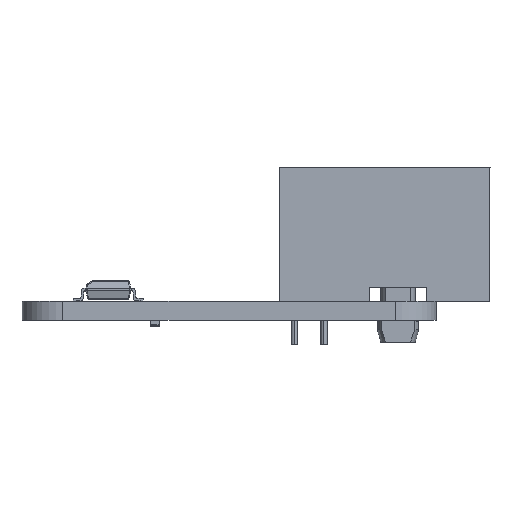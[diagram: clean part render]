
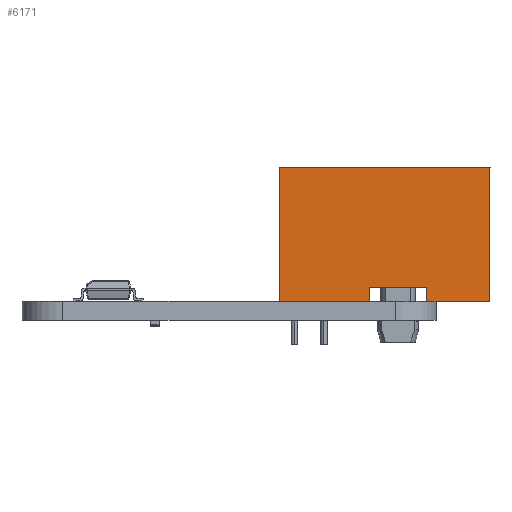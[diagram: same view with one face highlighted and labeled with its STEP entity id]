
A CAD part, left-side view. The second image highlights one B-rep face of the part: STEP entity #6171.
In plain terms, the highlighted planar face has unit normal (-1, 0, 0).
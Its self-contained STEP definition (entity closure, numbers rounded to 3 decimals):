
#3220 = VERTEX_POINT('',#3221);
#3221 = CARTESIAN_POINT('',(-7.62,0.,0.));
#3227 = EDGE_CURVE('',#3220,#3228,#3230,.T.);
#3228 = VERTEX_POINT('',#3229);
#3229 = CARTESIAN_POINT('',(-7.62,-18.,0.));
#3230 = LINE('',#3231,#3232);
#3231 = CARTESIAN_POINT('',(-7.62,0.,0.));
#3232 = VECTOR('',#3233,1.);
#3233 = DIRECTION('',(0.,-1.,0.));
#5059 = VERTEX_POINT('',#5060);
#5060 = CARTESIAN_POINT('',(-7.62,-10.3,11.5));
#5066 = EDGE_CURVE('',#5059,#5067,#5069,.T.);
#5067 = VERTEX_POINT('',#5068);
#5068 = CARTESIAN_POINT('',(-7.62,-10.3,10.3));
#5069 = LINE('',#5070,#5071);
#5070 = CARTESIAN_POINT('',(-7.62,-10.3,11.5));
#5071 = VECTOR('',#5072,1.);
#5072 = DIRECTION('',(0.,0.,-1.));
#5133 = VERTEX_POINT('',#5134);
#5134 = CARTESIAN_POINT('',(-7.62,-18.,11.5));
#5140 = EDGE_CURVE('',#5059,#5133,#5141,.T.);
#5141 = LINE('',#5142,#5143);
#5142 = CARTESIAN_POINT('',(-7.62,-10.3,11.5));
#5143 = VECTOR('',#5144,1.);
#5144 = DIRECTION('',(0.,-1.,0.));
#5173 = EDGE_CURVE('',#3228,#5133,#5174,.T.);
#5174 = LINE('',#5175,#5176);
#5175 = CARTESIAN_POINT('',(-7.62,-18.,0.));
#5176 = VECTOR('',#5177,1.);
#5177 = DIRECTION('',(0.,0.,1.));
#6171 = ADVANCED_FACE('',(#6172),#6208,.T.);
#6172 = FACE_BOUND('',#6173,.F.);
#6173 = EDGE_LOOP('',(#6174,#6182,#6183,#6184,#6185,#6186,#6194,#6202));
#6174 = ORIENTED_EDGE('',*,*,#6175,.F.);
#6175 = EDGE_CURVE('',#5067,#6176,#6178,.T.);
#6176 = VERTEX_POINT('',#6177);
#6177 = CARTESIAN_POINT('',(-7.62,-5.46,10.3));
#6178 = LINE('',#6179,#6180);
#6179 = CARTESIAN_POINT('',(-7.62,-10.3,10.3));
#6180 = VECTOR('',#6181,1.);
#6181 = DIRECTION('',(0.,1.,0.));
#6182 = ORIENTED_EDGE('',*,*,#5066,.F.);
#6183 = ORIENTED_EDGE('',*,*,#5140,.T.);
#6184 = ORIENTED_EDGE('',*,*,#5173,.F.);
#6185 = ORIENTED_EDGE('',*,*,#3227,.F.);
#6186 = ORIENTED_EDGE('',*,*,#6187,.T.);
#6187 = EDGE_CURVE('',#3220,#6188,#6190,.T.);
#6188 = VERTEX_POINT('',#6189);
#6189 = CARTESIAN_POINT('',(-7.62,0.,11.5));
#6190 = LINE('',#6191,#6192);
#6191 = CARTESIAN_POINT('',(-7.62,0.,0.));
#6192 = VECTOR('',#6193,1.);
#6193 = DIRECTION('',(0.,0.,1.));
#6194 = ORIENTED_EDGE('',*,*,#6195,.T.);
#6195 = EDGE_CURVE('',#6188,#6196,#6198,.T.);
#6196 = VERTEX_POINT('',#6197);
#6197 = CARTESIAN_POINT('',(-7.62,-5.46,11.5));
#6198 = LINE('',#6199,#6200);
#6199 = CARTESIAN_POINT('',(-7.62,0.,11.5));
#6200 = VECTOR('',#6201,1.);
#6201 = DIRECTION('',(0.,-1.,0.));
#6202 = ORIENTED_EDGE('',*,*,#6203,.T.);
#6203 = EDGE_CURVE('',#6196,#6176,#6204,.T.);
#6204 = LINE('',#6205,#6206);
#6205 = CARTESIAN_POINT('',(-7.62,-5.46,11.5));
#6206 = VECTOR('',#6207,1.);
#6207 = DIRECTION('',(0.,0.,-1.));
#6208 = PLANE('',#6209);
#6209 = AXIS2_PLACEMENT_3D('',#6210,#6211,#6212);
#6210 = CARTESIAN_POINT('',(-7.62,0.,0.));
#6211 = DIRECTION('',(-1.,0.,0.));
#6212 = DIRECTION('',(0.,-1.,0.));
